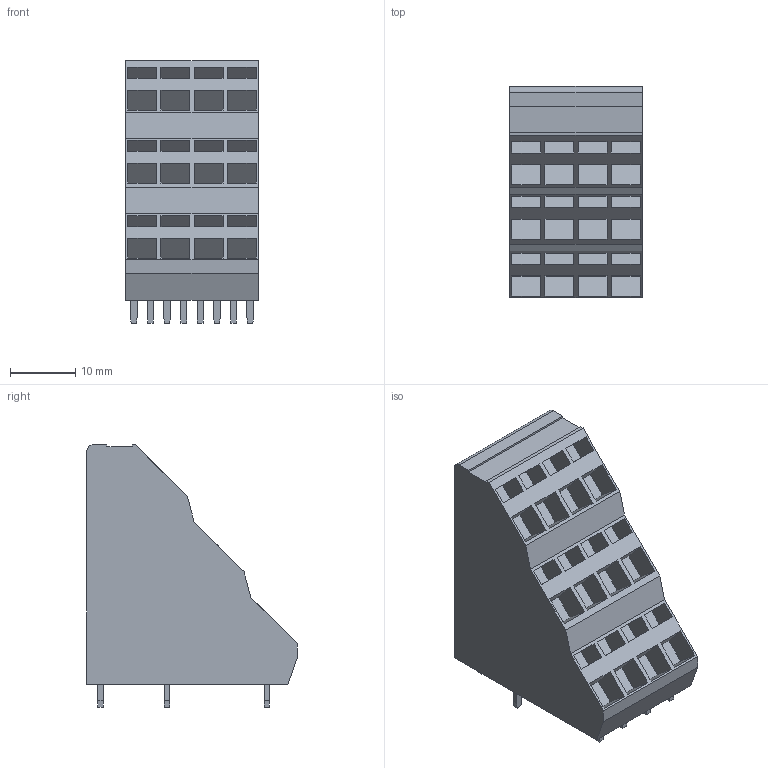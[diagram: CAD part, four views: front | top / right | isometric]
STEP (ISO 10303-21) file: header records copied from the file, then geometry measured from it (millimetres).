
FILE_DESCRIPTION(('CATIA V5 STEP Exchange','CAx-IF Rec.Pracs.--- Model Styling and Organization---1.2---2011-12-15'),'2;1');
FILE_NAME ('D1455661_0_1764930000_1764930000.stp','2018-09-07T08:39:39+00:00',('none'),('Weidmueller'),'CATIA Version 5-6 Release 2014','CATIA V5 STEP AP214','none');
FILE_SCHEMA(('AUTOMOTIVE_DESIGN { 1 0 10303 214 1 1 1 1 }'));
Length unit declared in the file: millimetre
Products named in the file (1): 1764930000
Bounding box: 20.32 x 32.2 x 40.1 mm (x, y, z)
Volume: 14932.9 mm3; surface area: 5663.2 mm2
Topology: 13 solids, 13 shells, 233 faces, 597 edges, 414 vertices
Faces by surface type: plane 232, cylinder 1
Entity records: 6317 total; most frequent: ORIENTED_EDGE 1194, CARTESIAN_POINT 1110, DIRECTION 793, EDGE_CURVE 597, VECTOR 595, LINE 595, VERTEX_POINT 414, EDGE_LOOP 257
